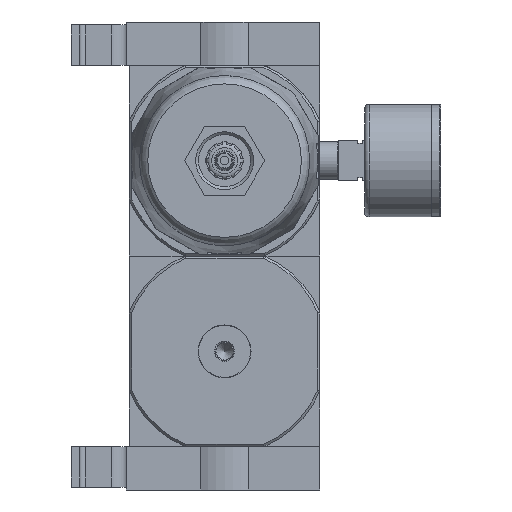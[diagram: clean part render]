
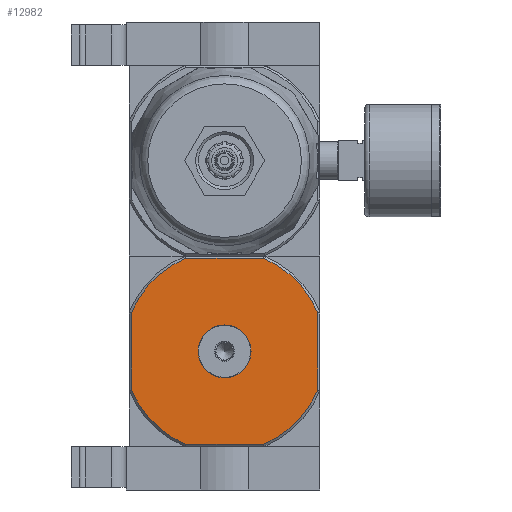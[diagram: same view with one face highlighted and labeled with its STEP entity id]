
A CAD part, front view. The second image highlights one B-rep face of the part: STEP entity #12982.
In plain terms, the highlighted planar face has unit normal (0, -1, 0).
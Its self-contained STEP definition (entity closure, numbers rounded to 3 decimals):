
#1346=CIRCLE('',#17397,6.579);
#1347=CIRCLE('',#17398,34.9);
#1348=CIRCLE('',#17399,34.9);
#1349=CIRCLE('',#17400,34.9);
#1350=CIRCLE('',#17401,34.9);
#4415=ORIENTED_EDGE('',*,*,#6529,.F.);
#4416=ORIENTED_EDGE('',*,*,#6530,.T.);
#4417=ORIENTED_EDGE('',*,*,#6531,.F.);
#4418=ORIENTED_EDGE('',*,*,#6525,.T.);
#4419=ORIENTED_EDGE('',*,*,#6532,.F.);
#4420=ORIENTED_EDGE('',*,*,#6533,.F.);
#4421=ORIENTED_EDGE('',*,*,#6534,.F.);
#4422=ORIENTED_EDGE('',*,*,#6535,.F.);
#4423=ORIENTED_EDGE('',*,*,#6536,.F.);
#6525=EDGE_CURVE('',#7867,#7868,#8781,.T.);
#6529=EDGE_CURVE('',#7871,#7871,#1346,.T.);
#6530=EDGE_CURVE('',#7872,#7873,#8783,.T.);
#6531=EDGE_CURVE('',#7867,#7873,#1347,.T.);
#6532=EDGE_CURVE('',#7874,#7868,#1348,.T.);
#6533=EDGE_CURVE('',#7875,#7874,#8784,.T.);
#6534=EDGE_CURVE('',#7876,#7875,#1349,.T.);
#6535=EDGE_CURVE('',#7877,#7876,#8785,.T.);
#6536=EDGE_CURVE('',#7872,#7877,#1350,.T.);
#7867=VERTEX_POINT('',#25608);
#7868=VERTEX_POINT('',#25609);
#7871=VERTEX_POINT('',#25623);
#7872=VERTEX_POINT('',#25625);
#7873=VERTEX_POINT('',#25626);
#7874=VERTEX_POINT('',#25629);
#7875=VERTEX_POINT('',#25631);
#7876=VERTEX_POINT('',#25633);
#7877=VERTEX_POINT('',#25635);
#8781=LINE('',#25607,#9629);
#8783=LINE('',#25624,#9631);
#8784=LINE('',#25630,#9632);
#8785=LINE('',#25634,#9633);
#9629=VECTOR('',#20872,1000.);
#9631=VECTOR('',#20878,1000.);
#9632=VECTOR('',#20883,1000.);
#9633=VECTOR('',#20886,1000.);
#10585=EDGE_LOOP('',(#4415));
#10586=EDGE_LOOP('',(#4416,#4417,#4418,#4419,#4420,#4421,#4422,#4423));
#11680=FACE_BOUND('',#10585,.T.);
#11681=FACE_BOUND('',#10586,.T.);
#12283=PLANE('',#17396);
#12982=ADVANCED_FACE('',(#11680,#11681),#12283,.F.);
#17396=AXIS2_PLACEMENT_3D('',#25621,#20874,#20875);
#17397=AXIS2_PLACEMENT_3D('',#25622,#20876,#20877);
#17398=AXIS2_PLACEMENT_3D('',#25627,#20879,#20880);
#17399=AXIS2_PLACEMENT_3D('',#25628,#20881,#20882);
#17400=AXIS2_PLACEMENT_3D('',#25632,#20884,#20885);
#17401=AXIS2_PLACEMENT_3D('',#25636,#20887,#20888);
#20872=DIRECTION('',(0.,0.,-1.));
#20874=DIRECTION('',(0.,1.,0.));
#20875=DIRECTION('',(0.,0.,1.));
#20876=DIRECTION('',(0.,-1.,0.));
#20877=DIRECTION('',(0.,0.,-1.));
#20878=DIRECTION('',(-1.,0.,0.));
#20879=DIRECTION('',(0.,1.,0.));
#20880=DIRECTION('',(-1.,0.,0.));
#20881=DIRECTION('',(0.,1.,0.));
#20882=DIRECTION('',(-1.,0.,0.));
#20883=DIRECTION('',(-1.,0.,0.));
#20884=DIRECTION('',(0.,1.,0.));
#20885=DIRECTION('',(-1.,0.,0.));
#20886=DIRECTION('',(0.,0.,-1.));
#20887=DIRECTION('',(0.,1.,0.));
#20888=DIRECTION('',(-1.,0.,0.));
#25607=CARTESIAN_POINT('',(-32.2,-33.,33.));
#25608=CARTESIAN_POINT('',(-32.2,-33.,13.46));
#25609=CARTESIAN_POINT('',(-32.2,-33.,-13.46));
#25621=CARTESIAN_POINT('',(-32.2,-33.,33.));
#25622=CARTESIAN_POINT('',(0.,-33.,0.));
#25623=CARTESIAN_POINT('',(0.,-33.,-6.579));
#25624=CARTESIAN_POINT('',(33.,-33.,32.2));
#25625=CARTESIAN_POINT('',(13.46,-33.,32.2));
#25626=CARTESIAN_POINT('',(-13.46,-33.,32.2));
#25627=CARTESIAN_POINT('',(0.,-33.,0.));
#25628=CARTESIAN_POINT('',(0.,-33.,0.));
#25629=CARTESIAN_POINT('',(-13.46,-33.,-32.2));
#25630=CARTESIAN_POINT('',(33.,-33.,-32.2));
#25631=CARTESIAN_POINT('',(13.46,-33.,-32.2));
#25632=CARTESIAN_POINT('',(0.,-33.,0.));
#25633=CARTESIAN_POINT('',(32.2,-33.,-13.46));
#25634=CARTESIAN_POINT('',(32.2,-33.,33.));
#25635=CARTESIAN_POINT('',(32.2,-33.,13.46));
#25636=CARTESIAN_POINT('',(0.,-33.,0.));
